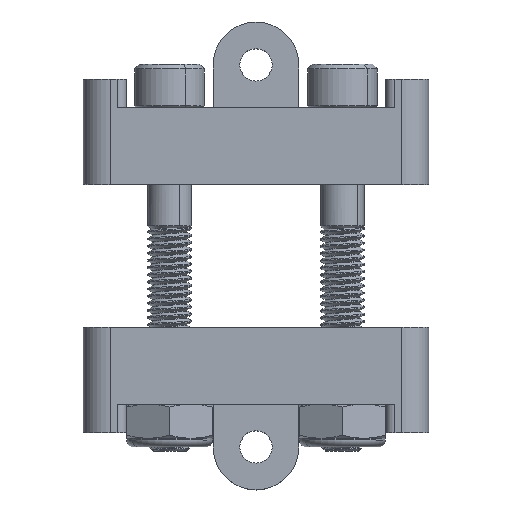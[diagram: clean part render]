
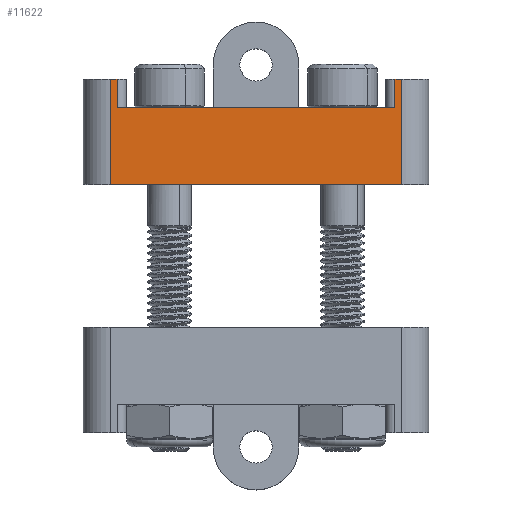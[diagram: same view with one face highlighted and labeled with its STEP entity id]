
A CAD part, top view. The second image highlights one B-rep face of the part: STEP entity #11622.
In plain terms, the highlighted planar face has unit normal (0, 0, 1).
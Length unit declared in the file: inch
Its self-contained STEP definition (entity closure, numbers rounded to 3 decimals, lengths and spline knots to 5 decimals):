
#55 = VECTOR ( 'NONE', #8928, 39.37008 ) ;
#88 = EDGE_CURVE ( 'NONE', #5110, #3237, #15746, .T. ) ;
#455 = VERTEX_POINT ( 'NONE', #4781 ) ;
#801 = ORIENTED_EDGE ( 'NONE', *, *, #12384, .T. ) ;
#1110 = VECTOR ( 'NONE', #7345, 39.37008 ) ;
#1638 = LINE ( 'NONE', #15596, #3652 ) ;
#1668 = LINE ( 'NONE', #11687, #55 ) ;
#1993 = CARTESIAN_POINT ( 'NONE',  ( 0.60687, 0.125, 0.21654 ) ) ;
#2789 = VERTEX_POINT ( 'NONE', #15370 ) ;
#3237 = VERTEX_POINT ( 'NONE', #12606 ) ;
#3248 = DIRECTION ( 'NONE',  ( 0., 1., 0. ) ) ;
#3643 = LINE ( 'NONE', #12898, #4469 ) ;
#3652 = VECTOR ( 'NONE', #10672, 39.37008 ) ;
#4469 = VECTOR ( 'NONE', #8671, 39.37008 ) ;
#4538 = LINE ( 'NONE', #8414, #1110 ) ;
#4670 = CARTESIAN_POINT ( 'NONE',  ( 0.63689, -0.33465, 0.21654 ) ) ;
#4781 = CARTESIAN_POINT ( 'NONE',  ( 0.60687, 0., 0.21654 ) ) ;
#4837 = CARTESIAN_POINT ( 'NONE',  ( -0.63689, -0.33465, 0.21654 ) ) ;
#4988 = CARTESIAN_POINT ( 'NONE',  ( 0.5675, 0.125, 0.21654 ) ) ;
#5110 = VERTEX_POINT ( 'NONE', #4670 ) ;
#5253 = ORIENTED_EDGE ( 'NONE', *, *, #88, .T. ) ;
#5552 = EDGE_CURVE ( 'NONE', #12485, #3237, #12630, .T. ) ;
#5673 = CARTESIAN_POINT ( 'NONE',  ( -0.60687, 0., 0.21654 ) ) ;
#6166 = CARTESIAN_POINT ( 'NONE',  ( -0.60687, 0.125, 0.21654 ) ) ;
#6826 = VERTEX_POINT ( 'NONE', #10710 ) ;
#7163 = EDGE_LOOP ( 'NONE', ( #16190, #7974, #801, #13813, #12322, #9999, #16112, #5253 ) ) ;
#7345 = DIRECTION ( 'NONE',  ( -1., 0., 0. ) ) ;
#7677 = AXIS2_PLACEMENT_3D ( 'NONE', #10076, #12604, #11522 ) ;
#7974 = ORIENTED_EDGE ( 'NONE', *, *, #15775, .T. ) ;
#8414 = CARTESIAN_POINT ( 'NONE',  ( 0.5675, 0., 0.21654 ) ) ;
#8475 = LINE ( 'NONE', #6166, #9167 ) ;
#8483 = VERTEX_POINT ( 'NONE', #5673 ) ;
#8671 = DIRECTION ( 'NONE',  ( 1., 0., 0. ) ) ;
#8880 = DIRECTION ( 'NONE',  ( 0., -1., 0. ) ) ;
#8928 = DIRECTION ( 'NONE',  ( 0., -1., 0. ) ) ;
#8941 = EDGE_CURVE ( 'NONE', #8483, #2789, #8475, .T. ) ;
#9167 = VECTOR ( 'NONE', #10842, 39.37008 ) ;
#9661 = EDGE_CURVE ( 'NONE', #5110, #11256, #1638, .T. ) ;
#9999 = ORIENTED_EDGE ( 'NONE', *, *, #11151, .T. ) ;
#10076 = CARTESIAN_POINT ( 'NONE',  ( 0.5675, -0.33465, 0.21654 ) ) ;
#10247 = VECTOR ( 'NONE', #13785, 39.37008 ) ;
#10340 = CARTESIAN_POINT ( 'NONE',  ( -0.63689, -0.33465, 0.21654 ) ) ;
#10375 = PLANE ( 'NONE',  #7677 ) ;
#10511 = EDGE_CURVE ( 'NONE', #6826, #2789, #3643, .T. ) ;
#10672 = DIRECTION ( 'NONE',  ( -1., 0., 0. ) ) ;
#10710 = CARTESIAN_POINT ( 'NONE',  ( -0.63689, 0.125, 0.21654 ) ) ;
#10842 = DIRECTION ( 'NONE',  ( 0., 1., 0. ) ) ;
#11151 = EDGE_CURVE ( 'NONE', #6826, #11256, #12560, .T. ) ;
#11256 = VERTEX_POINT ( 'NONE', #10340 ) ;
#11522 = DIRECTION ( 'NONE',  ( -1., 0., 0. ) ) ;
#11622 = ADVANCED_FACE ( 'NONE', ( #12685 ), #10375, .F. ) ;
#11687 = CARTESIAN_POINT ( 'NONE',  ( 0.60687, 0., 0.21654 ) ) ;
#12322 = ORIENTED_EDGE ( 'NONE', *, *, #10511, .F. ) ;
#12384 = EDGE_CURVE ( 'NONE', #455, #8483, #4538, .T. ) ;
#12485 = VERTEX_POINT ( 'NONE', #1993 ) ;
#12560 = LINE ( 'NONE', #4837, #14748 ) ;
#12604 = DIRECTION ( 'NONE',  ( 0., 0., -1. ) ) ;
#12606 = CARTESIAN_POINT ( 'NONE',  ( 0.63689, 0.125, 0.21654 ) ) ;
#12630 = LINE ( 'NONE', #4988, #10247 ) ;
#12685 = FACE_OUTER_BOUND ( 'NONE', #7163, .T. ) ;
#12898 = CARTESIAN_POINT ( 'NONE',  ( -0.5675, 0.125, 0.21654 ) ) ;
#13203 = VECTOR ( 'NONE', #3248, 39.37008 ) ;
#13445 = CARTESIAN_POINT ( 'NONE',  ( 0.63689, 0.125, 0.21654 ) ) ;
#13785 = DIRECTION ( 'NONE',  ( 1., 0., 0. ) ) ;
#13813 = ORIENTED_EDGE ( 'NONE', *, *, #8941, .T. ) ;
#14748 = VECTOR ( 'NONE', #8880, 39.37008 ) ;
#15370 = CARTESIAN_POINT ( 'NONE',  ( -0.60687, 0.125, 0.21654 ) ) ;
#15596 = CARTESIAN_POINT ( 'NONE',  ( 0.5675, -0.33465, 0.21654 ) ) ;
#15746 = LINE ( 'NONE', #13445, #13203 ) ;
#15775 = EDGE_CURVE ( 'NONE', #12485, #455, #1668, .T. ) ;
#16112 = ORIENTED_EDGE ( 'NONE', *, *, #9661, .F. ) ;
#16190 = ORIENTED_EDGE ( 'NONE', *, *, #5552, .F. ) ;
